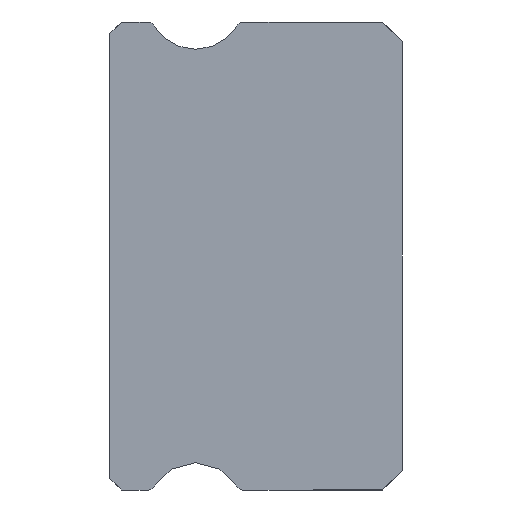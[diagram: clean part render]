
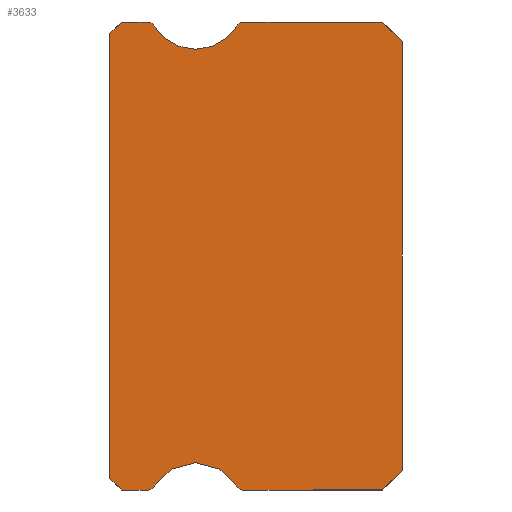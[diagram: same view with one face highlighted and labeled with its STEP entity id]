
A CAD part, left-side view. The second image highlights one B-rep face of the part: STEP entity #3633.
In plain terms, the highlighted planar face has unit normal (-1, 0, 0).
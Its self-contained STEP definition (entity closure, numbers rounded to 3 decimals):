
#27 = CARTESIAN_POINT ( 'NONE',  ( -12.5, 7.5, 5.7 ) ) ;
#38 = VERTEX_POINT ( 'NONE', #9058 ) ;
#309 = VECTOR ( 'NONE', #5908, 1000. ) ;
#427 = CARTESIAN_POINT ( 'NONE',  ( -12.5, 4.088, 6. ) ) ;
#456 = ORIENTED_EDGE ( 'NONE', *, *, #10694, .F. ) ;
#623 = EDGE_LOOP ( 'NONE', ( #9718, #6760, #2131, #4872, #11494, #3993, #11537, #6837, #456, #8324, #9259, #2036, #9898, #10073, #7154, #4616, #3552 ) ) ;
#652 = LINE ( 'NONE', #11666, #7664 ) ;
#862 = VERTEX_POINT ( 'NONE', #7038 ) ;
#947 = LINE ( 'NONE', #4812, #2840 ) ;
#1016 = DIRECTION ( 'NONE',  ( 1., 0., 0. ) ) ;
#1066 = VERTEX_POINT ( 'NONE', #10633 ) ;
#1074 = DIRECTION ( 'NONE',  ( 1., 0., 0. ) ) ;
#1128 = AXIS2_PLACEMENT_3D ( 'NONE', #4564, #8492, #10356 ) ;
#1431 = VERTEX_POINT ( 'NONE', #4321 ) ;
#1774 = VECTOR ( 'NONE', #2898, 1000. ) ;
#1896 = EDGE_CURVE ( 'NONE', #862, #3423, #11877, .T. ) ;
#1988 = LINE ( 'NONE', #3921, #1774 ) ;
#1989 = AXIS2_PLACEMENT_3D ( 'NONE', #4965, #4910, #6768 ) ;
#1996 = AXIS2_PLACEMENT_3D ( 'NONE', #2497, #6438, #9536 ) ;
#2036 = ORIENTED_EDGE ( 'NONE', *, *, #12597, .F. ) ;
#2131 = ORIENTED_EDGE ( 'NONE', *, *, #1896, .T. ) ;
#2200 = VERTEX_POINT ( 'NONE', #11388 ) ;
#2272 = CARTESIAN_POINT ( 'NONE',  ( -12.5, 4.217, -5.925 ) ) ;
#2497 = CARTESIAN_POINT ( 'NONE',  ( -12.5, 5.3, 6.55 ) ) ;
#2511 = AXIS2_PLACEMENT_3D ( 'NONE', #9439, #12244, #7210 ) ;
#2563 = EDGE_CURVE ( 'NONE', #11165, #6620, #7500, .T. ) ;
#2647 = CARTESIAN_POINT ( 'NONE',  ( -12.5, 0., 5.5 ) ) ;
#2823 = CARTESIAN_POINT ( 'NONE',  ( -12.5, 7.5, 5.7 ) ) ;
#2840 = VECTOR ( 'NONE', #7691, 1000. ) ;
#2898 = DIRECTION ( 'NONE',  ( 0., 1., 0. ) ) ;
#2919 = LINE ( 'NONE', #8981, #8958 ) ;
#3423 = VERTEX_POINT ( 'NONE', #6865 ) ;
#3543 = VERTEX_POINT ( 'NONE', #6406 ) ;
#3552 = ORIENTED_EDGE ( 'NONE', *, *, #10093, .T. ) ;
#3633 = ADVANCED_FACE ( 'NONE', ( #8852 ), #11431, .F. ) ;
#3680 = CIRCLE ( 'NONE', #11696, 0.15 ) ;
#3835 = DIRECTION ( 'NONE',  ( 1., 0., 0. ) ) ;
#3921 = CARTESIAN_POINT ( 'NONE',  ( -12.5, 7.2, 6. ) ) ;
#3946 = DIRECTION ( 'NONE',  ( 0., -0.707, -0.707 ) ) ;
#3951 = EDGE_CURVE ( 'NONE', #10546, #11165, #8804, .T. ) ;
#3993 = ORIENTED_EDGE ( 'NONE', *, *, #11585, .F. ) ;
#4035 = DIRECTION ( 'NONE',  ( 0., 0.707, -0.707 ) ) ;
#4040 = EDGE_CURVE ( 'NONE', #6533, #5369, #9668, .T. ) ;
#4124 = DIRECTION ( 'NONE',  ( -1., 0., 0. ) ) ;
#4321 = CARTESIAN_POINT ( 'NONE',  ( -12.5, 6.512, -6. ) ) ;
#4325 = CARTESIAN_POINT ( 'NONE',  ( -12.5, 6.512, -6. ) ) ;
#4564 = CARTESIAN_POINT ( 'NONE',  ( -12.5, 4.088, 5.85 ) ) ;
#4616 = ORIENTED_EDGE ( 'NONE', *, *, #8962, .F. ) ;
#4812 = CARTESIAN_POINT ( 'NONE',  ( -12.5, 7.5, 5.85 ) ) ;
#4872 = ORIENTED_EDGE ( 'NONE', *, *, #6994, .T. ) ;
#4880 = CARTESIAN_POINT ( 'NONE',  ( -12.5, 6.512, -5.85 ) ) ;
#4910 = DIRECTION ( 'NONE',  ( 1., 0., 0. ) ) ;
#4965 = CARTESIAN_POINT ( 'NONE',  ( -12.5, 6.512, 5.85 ) ) ;
#4974 = EDGE_CURVE ( 'NONE', #9653, #9211, #9656, .T. ) ;
#5205 = EDGE_CURVE ( 'NONE', #3543, #1431, #3680, .T. ) ;
#5369 = VERTEX_POINT ( 'NONE', #2823 ) ;
#5731 = DIRECTION ( 'NONE',  ( 0., 0., -1. ) ) ;
#5744 = VECTOR ( 'NONE', #4035, 1000. ) ;
#5908 = DIRECTION ( 'NONE',  ( 0., -0.707, -0.707 ) ) ;
#5990 = CARTESIAN_POINT ( 'NONE',  ( -12.5, 6.512, 5.85 ) ) ;
#6261 = VECTOR ( 'NONE', #9422, 1000. ) ;
#6406 = CARTESIAN_POINT ( 'NONE',  ( -12.5, 6.383, -5.925 ) ) ;
#6438 = DIRECTION ( 'NONE',  ( -1., 0., 0. ) ) ;
#6512 = CARTESIAN_POINT ( 'NONE',  ( -12.5, 0., 5.5 ) ) ;
#6533 = VERTEX_POINT ( 'NONE', #12085 ) ;
#6591 = DIRECTION ( 'NONE',  ( 0., -1., 0. ) ) ;
#6620 = VERTEX_POINT ( 'NONE', #427 ) ;
#6760 = ORIENTED_EDGE ( 'NONE', *, *, #11784, .F. ) ;
#6768 = DIRECTION ( 'NONE',  ( 0., 0., -1. ) ) ;
#6837 = ORIENTED_EDGE ( 'NONE', *, *, #11825, .F. ) ;
#6865 = CARTESIAN_POINT ( 'NONE',  ( -12.5, 7.2, -6. ) ) ;
#6925 = CIRCLE ( 'NONE', #10445, 0.15 ) ;
#6969 = CARTESIAN_POINT ( 'NONE',  ( -12.5, 4.217, 5.925 ) ) ;
#6994 = EDGE_CURVE ( 'NONE', #3423, #1431, #9086, .T. ) ;
#7018 = CARTESIAN_POINT ( 'NONE',  ( -12.5, 0.5, -6. ) ) ;
#7038 = CARTESIAN_POINT ( 'NONE',  ( -12.5, 7.5, -5.7 ) ) ;
#7154 = ORIENTED_EDGE ( 'NONE', *, *, #12407, .F. ) ;
#7210 = DIRECTION ( 'NONE',  ( 0., 0., -1. ) ) ;
#7239 = DIRECTION ( 'NONE',  ( 0., 0., -1. ) ) ;
#7500 = CIRCLE ( 'NONE', #1128, 0.15 ) ;
#7584 = EDGE_CURVE ( 'NONE', #1066, #9557, #2919, .T. ) ;
#7664 = VECTOR ( 'NONE', #6591, 1000. ) ;
#7691 = DIRECTION ( 'NONE',  ( 0., 0., 1. ) ) ;
#7706 = DIRECTION ( 'NONE',  ( 0., 0.707, -0.707 ) ) ;
#7755 = DIRECTION ( 'NONE',  ( 0., 0., -1. ) ) ;
#7934 = VECTOR ( 'NONE', #8107, 1000. ) ;
#8049 = EDGE_CURVE ( 'NONE', #10520, #9557, #12358, .T. ) ;
#8068 = CIRCLE ( 'NONE', #2511, 1.25 ) ;
#8107 = DIRECTION ( 'NONE',  ( 0., -1., 0. ) ) ;
#8324 = ORIENTED_EDGE ( 'NONE', *, *, #8049, .T. ) ;
#8492 = DIRECTION ( 'NONE',  ( 1., 0., 0. ) ) ;
#8804 = CIRCLE ( 'NONE', #1996, 1.25 ) ;
#8828 = DIRECTION ( 'NONE',  ( 0., 1., 0. ) ) ;
#8852 = FACE_OUTER_BOUND ( 'NONE', #623, .T. ) ;
#8893 = DIRECTION ( 'NONE',  ( 0., 0., -1. ) ) ;
#8958 = VECTOR ( 'NONE', #3946, 1000. ) ;
#8962 = EDGE_CURVE ( 'NONE', #38, #2200, #6925, .T. ) ;
#8981 = CARTESIAN_POINT ( 'NONE',  ( -12.5, 0.5, 6. ) ) ;
#9058 = CARTESIAN_POINT ( 'NONE',  ( -12.5, 6.512, 6. ) ) ;
#9086 = LINE ( 'NONE', #4325, #7934 ) ;
#9211 = VERTEX_POINT ( 'NONE', #2272 ) ;
#9259 = ORIENTED_EDGE ( 'NONE', *, *, #7584, .F. ) ;
#9422 = DIRECTION ( 'NONE',  ( 0., 0., 1. ) ) ;
#9435 = AXIS2_PLACEMENT_3D ( 'NONE', #12076, #4124, #7239 ) ;
#9439 = CARTESIAN_POINT ( 'NONE',  ( -12.5, 5.3, 6.55 ) ) ;
#9536 = DIRECTION ( 'NONE',  ( 0., 0., -1. ) ) ;
#9557 = VERTEX_POINT ( 'NONE', #2647 ) ;
#9653 = VERTEX_POINT ( 'NONE', #10145 ) ;
#9656 = CIRCLE ( 'NONE', #10049, 0.15 ) ;
#9668 = LINE ( 'NONE', #27, #11469 ) ;
#9718 = ORIENTED_EDGE ( 'NONE', *, *, #4040, .T. ) ;
#9845 = CARTESIAN_POINT ( 'NONE',  ( -12.5, 6.512, -6. ) ) ;
#9853 = CARTESIAN_POINT ( 'NONE',  ( -12.5, 4.088, -5.85 ) ) ;
#9898 = ORIENTED_EDGE ( 'NONE', *, *, #2563, .F. ) ;
#10049 = AXIS2_PLACEMENT_3D ( 'NONE', #9853, #1016, #8893 ) ;
#10073 = ORIENTED_EDGE ( 'NONE', *, *, #3951, .F. ) ;
#10093 = EDGE_CURVE ( 'NONE', #38, #6533, #1988, .T. ) ;
#10145 = CARTESIAN_POINT ( 'NONE',  ( -12.5, 4.088, -6. ) ) ;
#10356 = DIRECTION ( 'NONE',  ( 0., 0., -1. ) ) ;
#10445 = AXIS2_PLACEMENT_3D ( 'NONE', #5990, #1074, #5731 ) ;
#10520 = VERTEX_POINT ( 'NONE', #11568 ) ;
#10546 = VERTEX_POINT ( 'NONE', #12476 ) ;
#10633 = CARTESIAN_POINT ( 'NONE',  ( -12.5, 0.5, 6. ) ) ;
#10694 = EDGE_CURVE ( 'NONE', #10520, #11086, #12058, .T. ) ;
#11086 = VERTEX_POINT ( 'NONE', #7018 ) ;
#11104 = CARTESIAN_POINT ( 'NONE',  ( -12.5, 0., -5.5 ) ) ;
#11165 = VERTEX_POINT ( 'NONE', #6969 ) ;
#11388 = CARTESIAN_POINT ( 'NONE',  ( -12.5, 6.383, 5.925 ) ) ;
#11431 = PLANE ( 'NONE',  #1989 ) ;
#11469 = VECTOR ( 'NONE', #7706, 1000. ) ;
#11494 = ORIENTED_EDGE ( 'NONE', *, *, #5205, .F. ) ;
#11537 = ORIENTED_EDGE ( 'NONE', *, *, #4974, .F. ) ;
#11568 = CARTESIAN_POINT ( 'NONE',  ( -12.5, 0., -5.5 ) ) ;
#11585 = EDGE_CURVE ( 'NONE', #9211, #3543, #12316, .T. ) ;
#11666 = CARTESIAN_POINT ( 'NONE',  ( -12.5, 6.512, 6. ) ) ;
#11696 = AXIS2_PLACEMENT_3D ( 'NONE', #4880, #3835, #7755 ) ;
#11784 = EDGE_CURVE ( 'NONE', #862, #5369, #947, .T. ) ;
#11825 = EDGE_CURVE ( 'NONE', #11086, #9653, #12547, .T. ) ;
#11877 = LINE ( 'NONE', #11990, #309 ) ;
#11990 = CARTESIAN_POINT ( 'NONE',  ( -12.5, 7.2, -6. ) ) ;
#12058 = LINE ( 'NONE', #11104, #5744 ) ;
#12076 = CARTESIAN_POINT ( 'NONE',  ( -12.5, 5.3, -6.55 ) ) ;
#12085 = CARTESIAN_POINT ( 'NONE',  ( -12.5, 7.2, 6. ) ) ;
#12244 = DIRECTION ( 'NONE',  ( -1., 0., 0. ) ) ;
#12290 = VECTOR ( 'NONE', #8828, 1000. ) ;
#12316 = CIRCLE ( 'NONE', #9435, 1.25 ) ;
#12358 = LINE ( 'NONE', #6512, #6261 ) ;
#12407 = EDGE_CURVE ( 'NONE', #2200, #10546, #8068, .T. ) ;
#12476 = CARTESIAN_POINT ( 'NONE',  ( -12.5, 5.3, 5.3 ) ) ;
#12547 = LINE ( 'NONE', #9845, #12290 ) ;
#12597 = EDGE_CURVE ( 'NONE', #6620, #1066, #652, .T. ) ;
